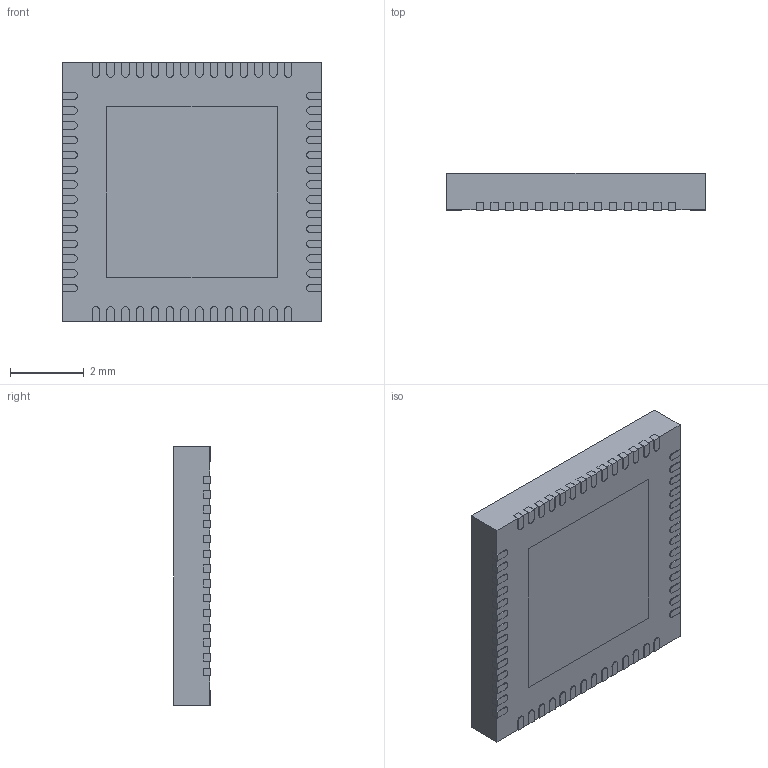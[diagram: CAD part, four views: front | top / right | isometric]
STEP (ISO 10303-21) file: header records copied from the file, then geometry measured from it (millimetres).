
FILE_DESCRIPTION (( 'STEP AP214' ), '1' );
FILE_NAME ('USB5744-I2G.STEP', '2018-05-10T07:51:44', ( '' ), ( '' ), 'SwSTEP 2.0', 'SolidWorks 2017', '' );
FILE_SCHEMA (( 'AUTOMOTIVE_DESIGN' ));
Length unit declared in the file: millimetre
Products named in the file (1): USB5744-I2G
Bounding box: 7 x 1 x 7 mm (x, y, z)
Volume: 48.1 mm3; surface area: 199.8 mm2
Topology: 59 solids, 59 shells, 612 faces, 1476 edges, 984 vertices
Faces by surface type: plane 468, cylinder 144
Entity records: 18284 total; most frequent: CARTESIAN_POINT 3073, DIRECTION 2990, ORIENTED_EDGE 2952, EDGE_CURVE 1476, VECTOR 1188, LINE 1188, VERTEX_POINT 984, AXIS2_PLACEMENT_3D 901
